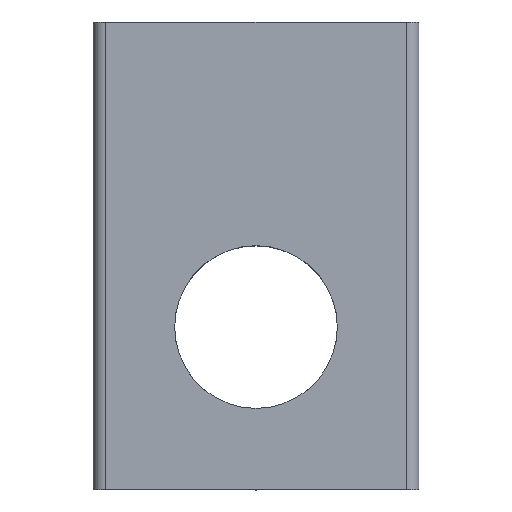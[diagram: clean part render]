
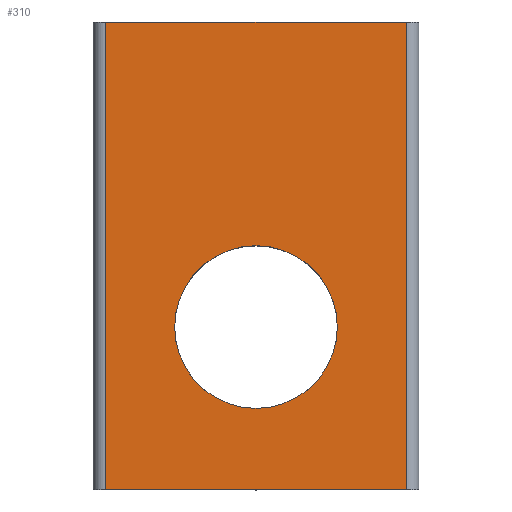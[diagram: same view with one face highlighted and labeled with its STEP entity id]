
A CAD part, top view. The second image highlights one B-rep face of the part: STEP entity #310.
In plain terms, the highlighted planar face has unit normal (0, 0, 1).
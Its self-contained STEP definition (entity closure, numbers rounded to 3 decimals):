
#15 = AXIS2_PLACEMENT_3D ( 'NONE', #535, #140, #365 ) ;
#22 = DIRECTION ( 'NONE',  ( 0., 1., 0. ) ) ;
#36 = CARTESIAN_POINT ( 'NONE',  ( 3.7, -4., 0. ) ) ;
#54 = EDGE_CURVE ( 'NONE', #290, #359, #56, .T. ) ;
#56 = LINE ( 'NONE', #71, #504 ) ;
#71 = CARTESIAN_POINT ( 'NONE',  ( 0., -4., 0. ) ) ;
#81 = VECTOR ( 'NONE', #161, 1000. ) ;
#113 = DIRECTION ( 'NONE',  ( 1., 0., 0. ) ) ;
#118 = ORIENTED_EDGE ( 'NONE', *, *, #417, .T. ) ;
#131 = AXIS2_PLACEMENT_3D ( 'NONE', #232, #276, #146 ) ;
#132 = EDGE_CURVE ( 'NONE', #359, #167, #481, .T. ) ;
#140 = DIRECTION ( 'NONE',  ( 0., 0., 1. ) ) ;
#143 = LINE ( 'NONE', #399, #492 ) ;
#146 = DIRECTION ( 'NONE',  ( 1., 0., 0. ) ) ;
#147 = FACE_BOUND ( 'NONE', #408, .T. ) ;
#148 = EDGE_LOOP ( 'NONE', ( #368, #282, #582, #227 ) ) ;
#156 = EDGE_CURVE ( 'NONE', #167, #446, #143, .T. ) ;
#161 = DIRECTION ( 'NONE',  ( 0., -1., 0. ) ) ;
#167 = VERTEX_POINT ( 'NONE', #388 ) ;
#185 = PLANE ( 'NONE',  #15 ) ;
#196 = FACE_OUTER_BOUND ( 'NONE', #148, .T. ) ;
#201 = LINE ( 'NONE', #295, #81 ) ;
#204 = CARTESIAN_POINT ( 'NONE',  ( -3.7, 7.5, 0. ) ) ;
#227 = ORIENTED_EDGE ( 'NONE', *, *, #438, .T. ) ;
#232 = CARTESIAN_POINT ( 'NONE',  ( 0., 0., 0. ) ) ;
#276 = DIRECTION ( 'NONE',  ( 0., 0., -1. ) ) ;
#282 = ORIENTED_EDGE ( 'NONE', *, *, #132, .T. ) ;
#290 = VERTEX_POINT ( 'NONE', #588 ) ;
#293 = EDGE_CURVE ( 'NONE', #420, #335, #554, .T. ) ;
#295 = CARTESIAN_POINT ( 'NONE',  ( -3.7, 7.5, 0. ) ) ;
#310 = ADVANCED_FACE ( 'NONE', ( #147, #196 ), #185, .T. ) ;
#332 = AXIS2_PLACEMENT_3D ( 'NONE', #379, #451, #113 ) ;
#335 = VERTEX_POINT ( 'NONE', #581 ) ;
#346 = CARTESIAN_POINT ( 'NONE',  ( -2., 0., 0. ) ) ;
#359 = VERTEX_POINT ( 'NONE', #36 ) ;
#365 = DIRECTION ( 'NONE',  ( 1., 0., 0. ) ) ;
#368 = ORIENTED_EDGE ( 'NONE', *, *, #54, .T. ) ;
#379 = CARTESIAN_POINT ( 'NONE',  ( 0., 0., 0. ) ) ;
#381 = DIRECTION ( 'NONE',  ( 1., 0., 0. ) ) ;
#388 = CARTESIAN_POINT ( 'NONE',  ( 3.7, 7.5, 0. ) ) ;
#393 = ORIENTED_EDGE ( 'NONE', *, *, #293, .T. ) ;
#399 = CARTESIAN_POINT ( 'NONE',  ( 0., 7.5, 0. ) ) ;
#408 = EDGE_LOOP ( 'NONE', ( #118, #393 ) ) ;
#417 = EDGE_CURVE ( 'NONE', #335, #420, #432, .T. ) ;
#420 = VERTEX_POINT ( 'NONE', #346 ) ;
#432 = CIRCLE ( 'NONE', #332, 2. ) ;
#438 = EDGE_CURVE ( 'NONE', #446, #290, #201, .T. ) ;
#446 = VERTEX_POINT ( 'NONE', #204 ) ;
#451 = DIRECTION ( 'NONE',  ( 0., 0., -1. ) ) ;
#481 = LINE ( 'NONE', #569, #574 ) ;
#492 = VECTOR ( 'NONE', #510, 1000. ) ;
#504 = VECTOR ( 'NONE', #381, 1000. ) ;
#510 = DIRECTION ( 'NONE',  ( -1., 0., 0. ) ) ;
#535 = CARTESIAN_POINT ( 'NONE',  ( 0., 7.5, 0. ) ) ;
#554 = CIRCLE ( 'NONE', #131, 2. ) ;
#569 = CARTESIAN_POINT ( 'NONE',  ( 3.7, 7.5, 0. ) ) ;
#574 = VECTOR ( 'NONE', #22, 1000. ) ;
#581 = CARTESIAN_POINT ( 'NONE',  ( 2., 0., 0. ) ) ;
#582 = ORIENTED_EDGE ( 'NONE', *, *, #156, .T. ) ;
#588 = CARTESIAN_POINT ( 'NONE',  ( -3.7, -4., 0. ) ) ;
